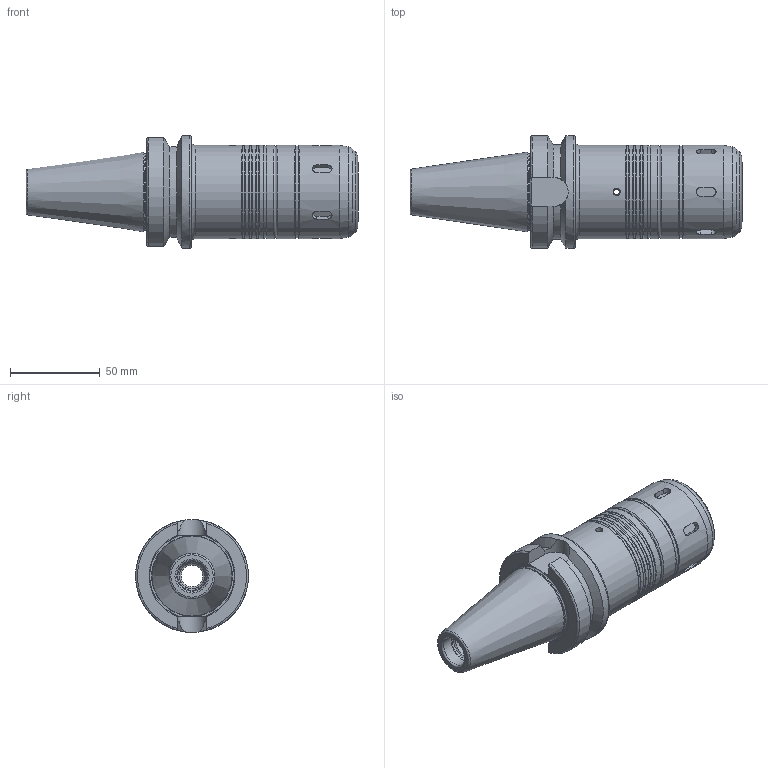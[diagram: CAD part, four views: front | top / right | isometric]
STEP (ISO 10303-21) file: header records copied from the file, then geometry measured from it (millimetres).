
FILE_DESCRIPTION((''),'2;1');
FILE_NAME('314040320120-3D.stp','2020-03-31T15:39:53',('nttooll'),(''),'Autodesk Inventor 2012','Autodesk Inventor 2012','');
FILE_SCHEMA(('AUTOMOTIVE_DESIGN { 1 0 10303 214 1 1 1 1 }'));
Length unit declared in the file: millimetre
Products named in the file (1): 314040320120-3D
Bounding box: 185.4 x 63 x 63 mm (x, y, z)
Volume: 284697.7 mm3; surface area: 44747.5 mm2
Topology: 1 solids, 1 shells, 125 faces, 278 edges, 171 vertices
Faces by surface type: cylinder 46, plane 38, cone 25, torus 16
Full cylindrical faces by diameter (mm): 3.4 x2, 4 x2, 12 x1, 14 x1, 14.25 x1, 16 x1, 17 x1, 17.4 x1, 20 x1, 20.2 x1, 20.5 x1, 43 x1, 43.5 x1, 51 x1, 51.6 x4, 52 x7, 63 x1
Entity records: 3474 total; most frequent: CARTESIAN_POINT 958, DIRECTION 522, ORIENTED_EDGE 424, AXIS2_PLACEMENT_3D 226, EDGE_CURVE 212, EDGE_LOOP 208, VERTEX_POINT 166, FACE_OUTER_BOUND 125
